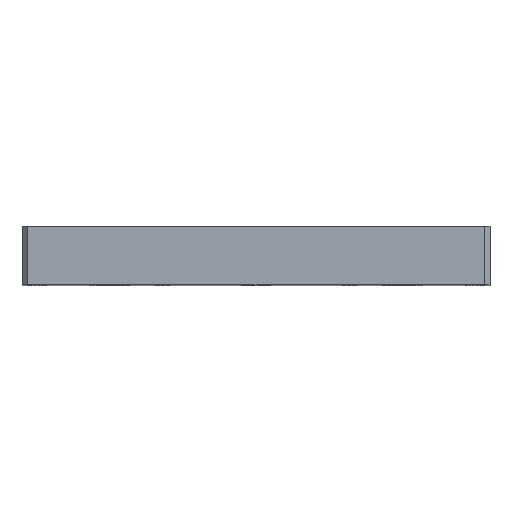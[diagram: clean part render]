
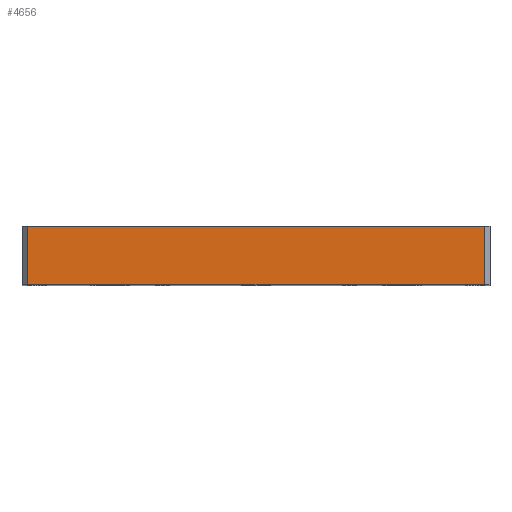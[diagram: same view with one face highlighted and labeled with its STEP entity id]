
A CAD part, top view. The second image highlights one B-rep face of the part: STEP entity #4656.
In plain terms, the highlighted planar face has unit normal (0, 0, 1).
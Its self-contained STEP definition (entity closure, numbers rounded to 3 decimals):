
#51 = ORIENTED_EDGE ( 'NONE', *, *, #2463, .F. ) ;
#68 = DIRECTION ( 'NONE',  ( -1., 0., 0. ) ) ;
#353 = CARTESIAN_POINT ( 'NONE',  ( 31.753, 4.47, 120. ) ) ;
#466 = CARTESIAN_POINT ( 'NONE',  ( -7.247, -0.53, 120. ) ) ;
#782 = EDGE_LOOP ( 'NONE', ( #51, #1700, #3340, #1522 ) ) ;
#1000 = VERTEX_POINT ( 'NONE', #4245 ) ;
#1053 = VERTEX_POINT ( 'NONE', #1734 ) ;
#1062 = LINE ( 'NONE', #4772, #3422 ) ;
#1413 = EDGE_CURVE ( 'NONE', #4538, #1000, #1062, .T. ) ;
#1483 = CARTESIAN_POINT ( 'NONE',  ( 31.753, 9.47, 120. ) ) ;
#1522 = ORIENTED_EDGE ( 'NONE', *, *, #5081, .F. ) ;
#1700 = ORIENTED_EDGE ( 'NONE', *, *, #2143, .T. ) ;
#1734 = CARTESIAN_POINT ( 'NONE',  ( 31.753, -0.53, 120. ) ) ;
#2046 = CARTESIAN_POINT ( 'NONE',  ( 31.753, -0.53, 120. ) ) ;
#2143 = EDGE_CURVE ( 'NONE', #3654, #1000, #3618, .T. ) ;
#2207 = VECTOR ( 'NONE', #3500, 1000. ) ;
#2463 = EDGE_CURVE ( 'NONE', #3654, #1053, #3369, .T. ) ;
#2498 = DIRECTION ( 'NONE',  ( 0., 0., -1. ) ) ;
#2559 = PLANE ( 'NONE',  #4476 ) ;
#3076 = VECTOR ( 'NONE', #3185, 1000. ) ;
#3185 = DIRECTION ( 'NONE',  ( -1., 0., 0. ) ) ;
#3340 = ORIENTED_EDGE ( 'NONE', *, *, #1413, .F. ) ;
#3369 = LINE ( 'NONE', #353, #2207 ) ;
#3379 = DIRECTION ( 'NONE',  ( 0., 1., 0. ) ) ;
#3399 = CARTESIAN_POINT ( 'NONE',  ( -46.247, -0.53, 120. ) ) ;
#3422 = VECTOR ( 'NONE', #3379, 1000. ) ;
#3500 = DIRECTION ( 'NONE',  ( 0., -1., 0. ) ) ;
#3618 = LINE ( 'NONE', #5401, #3076 ) ;
#3654 = VERTEX_POINT ( 'NONE', #1483 ) ;
#4245 = CARTESIAN_POINT ( 'NONE',  ( -46.247, 9.47, 120. ) ) ;
#4476 = AXIS2_PLACEMENT_3D ( 'NONE', #2046, #2498, #5602 ) ;
#4488 = VECTOR ( 'NONE', #68, 1000. ) ;
#4538 = VERTEX_POINT ( 'NONE', #3399 ) ;
#4656 = ADVANCED_FACE ( 'NONE', ( #5678 ), #2559, .F. ) ;
#4772 = CARTESIAN_POINT ( 'NONE',  ( -46.247, 4.47, 120. ) ) ;
#5081 = EDGE_CURVE ( 'NONE', #1053, #4538, #5742, .T. ) ;
#5401 = CARTESIAN_POINT ( 'NONE',  ( -7.247, 9.47, 120. ) ) ;
#5602 = DIRECTION ( 'NONE',  ( -1., 0., 0. ) ) ;
#5678 = FACE_OUTER_BOUND ( 'NONE', #782, .T. ) ;
#5742 = LINE ( 'NONE', #466, #4488 ) ;
